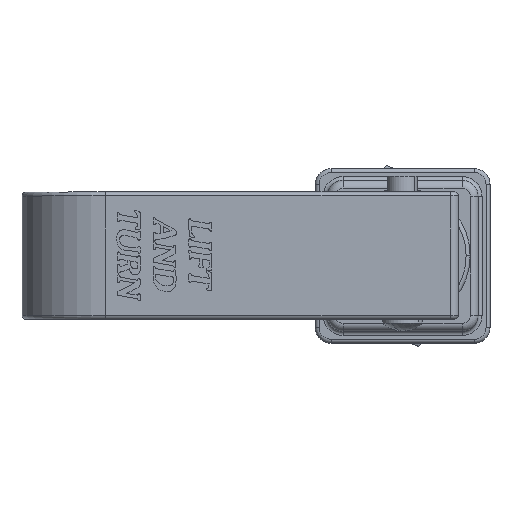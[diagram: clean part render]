
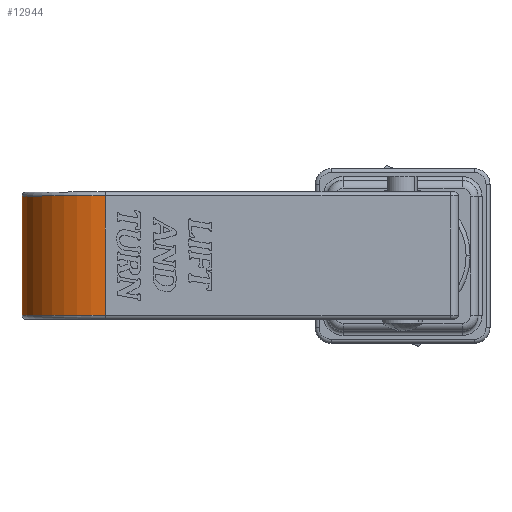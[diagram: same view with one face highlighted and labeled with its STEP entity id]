
A CAD part, top view. The second image highlights one B-rep face of the part: STEP entity #12944.
In plain terms, the highlighted cylindrical face has radius 10.5 mm (diameter 21 mm), a partial arc.
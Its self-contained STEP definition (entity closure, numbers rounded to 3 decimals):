
#139 = CARTESIAN_POINT ( 'NONE',  ( -37.4, -7.5, 20.3 ) ) ;
#1647 = AXIS2_PLACEMENT_3D ( 'NONE', #9883, #11634, #8108 ) ;
#1651 = CARTESIAN_POINT ( 'NONE',  ( -37.4, -7.5, 30.8 ) ) ;
#1889 = CIRCLE ( 'NONE', #5681, 10.5 ) ;
#1926 = DIRECTION ( 'NONE',  ( 0., 0., 1. ) ) ;
#2765 = DIRECTION ( 'NONE',  ( 0., 1., 0. ) ) ;
#3188 = CARTESIAN_POINT ( 'NONE',  ( -37.4, 7.5, 30.8 ) ) ;
#3712 = CARTESIAN_POINT ( 'NONE',  ( -37.4, -8., 30.8 ) ) ;
#3780 = FACE_OUTER_BOUND ( 'NONE', #19541, .T. ) ;
#4771 = EDGE_CURVE ( 'NONE', #13543, #12223, #6960, .T. ) ;
#5413 = ORIENTED_EDGE ( 'NONE', *, *, #4771, .F. ) ;
#5681 = AXIS2_PLACEMENT_3D ( 'NONE', #139, #12453, #1926 ) ;
#6960 = LINE ( 'NONE', #3712, #16205 ) ;
#7025 = EDGE_CURVE ( 'NONE', #13543, #13688, #19368, .T. ) ;
#8108 = DIRECTION ( 'NONE',  ( 0., 0., 1. ) ) ;
#9785 = VECTOR ( 'NONE', #2765, 1000. ) ;
#9883 = CARTESIAN_POINT ( 'NONE',  ( -37.4, -8., 20.3 ) ) ;
#10731 = ORIENTED_EDGE ( 'NONE', *, *, #7025, .T. ) ;
#11054 = CARTESIAN_POINT ( 'NONE',  ( -47.9, -7.5, 20.3 ) ) ;
#11634 = DIRECTION ( 'NONE',  ( 0., 1., 0. ) ) ;
#11672 = ORIENTED_EDGE ( 'NONE', *, *, #14179, .F. ) ;
#12007 = CYLINDRICAL_SURFACE ( 'NONE', #1647, 10.5 ) ;
#12223 = VERTEX_POINT ( 'NONE', #1651 ) ;
#12453 = DIRECTION ( 'NONE',  ( 0., 1., 0. ) ) ;
#12916 = AXIS2_PLACEMENT_3D ( 'NONE', #13734, #13727, #13674 ) ;
#12944 = ADVANCED_FACE ( 'NONE', ( #3780 ), #12007, .T. ) ;
#13239 = CARTESIAN_POINT ( 'NONE',  ( -47.9, -8., 20.3 ) ) ;
#13315 = LINE ( 'NONE', #13239, #9785 ) ;
#13543 = VERTEX_POINT ( 'NONE', #3188 ) ;
#13674 = DIRECTION ( 'NONE',  ( 0., 0., 1. ) ) ;
#13688 = VERTEX_POINT ( 'NONE', #22312 ) ;
#13727 = DIRECTION ( 'NONE',  ( 0., -1., 0. ) ) ;
#13734 = CARTESIAN_POINT ( 'NONE',  ( -37.4, 7.5, 20.3 ) ) ;
#13988 = VERTEX_POINT ( 'NONE', #11054 ) ;
#14179 = EDGE_CURVE ( 'NONE', #13988, #13688, #13315, .T. ) ;
#15941 = ORIENTED_EDGE ( 'NONE', *, *, #19923, .T. ) ;
#16205 = VECTOR ( 'NONE', #17985, 1000. ) ;
#17985 = DIRECTION ( 'NONE',  ( 0., -1., 0. ) ) ;
#19368 = CIRCLE ( 'NONE', #12916, 10.5 ) ;
#19541 = EDGE_LOOP ( 'NONE', ( #11672, #15941, #5413, #10731 ) ) ;
#19923 = EDGE_CURVE ( 'NONE', #13988, #12223, #1889, .T. ) ;
#22312 = CARTESIAN_POINT ( 'NONE',  ( -47.9, 7.5, 20.3 ) ) ;
